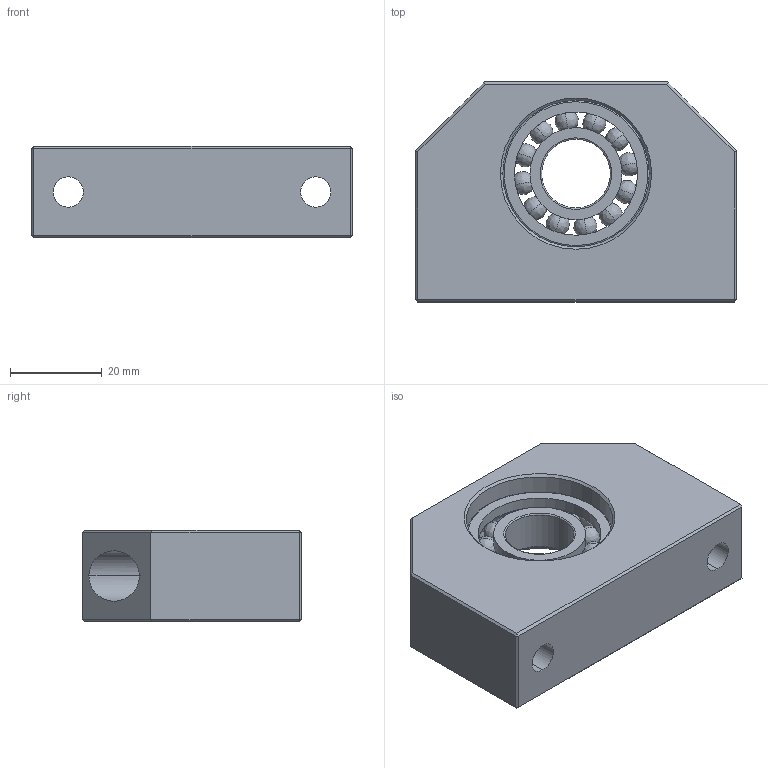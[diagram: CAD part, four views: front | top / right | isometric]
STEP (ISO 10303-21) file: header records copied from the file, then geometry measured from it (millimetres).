
FILE_DESCRIPTION (( 'STEP AP203' ), '1' );
FILE_NAME ('BF 15.STEP', '2014-10-22T02:09:23', ( 'star' ), ( '' ), 'SwSTEP 2.0', 'SolidWorks 2013', '' );
FILE_SCHEMA (( 'CONFIG_CONTROL_DESIGN' ));
Length unit declared in the file: millimetre
Products named in the file (3): BF 15; #6002(15X32X9)
Assembly tree (2 placements, depth 2):
  BF 15
    #6002(15X32X9)
    BF 15
Bounding box: 70 x 48 x 20 mm (x, y, z)
Volume: 45964.7 mm3; surface area: 17216.9 mm2
Topology: 2 solids, 2 shells, 210 faces, 639 edges, 386 vertices
Faces by surface type: bspline 89, plane 87, cylinder 22, torus 8, cone 4
Entity records: 13721 total; most frequent: CARTESIAN_POINT 8534, ORIENTED_EDGE 1182, DIRECTION 761, EDGE_CURVE 591, VERTEX_POINT 386, VECTOR 269, LINE 269, AXIS2_PLACEMENT_3D 246
